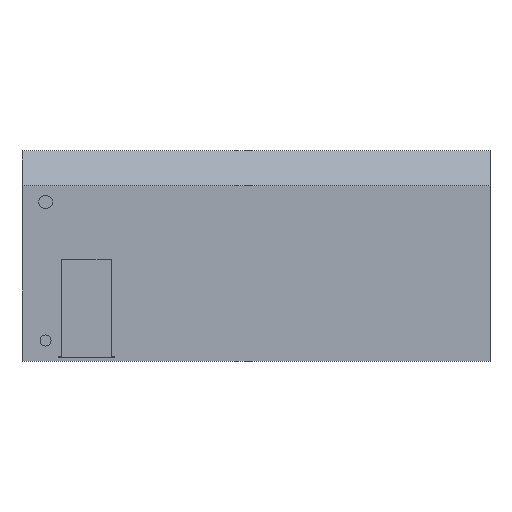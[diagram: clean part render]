
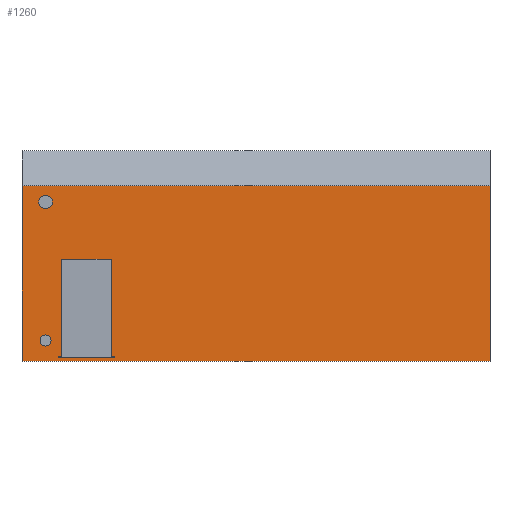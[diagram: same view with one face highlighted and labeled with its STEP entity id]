
A CAD part, front view. The second image highlights one B-rep face of the part: STEP entity #1260.
In plain terms, the highlighted planar face has unit normal (0, -1, 0).
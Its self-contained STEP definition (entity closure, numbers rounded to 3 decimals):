
#19=CIRCLE('',#1350,25.);
#20=CIRCLE('',#1351,25.);
#23=CIRCLE('',#1356,20.);
#24=CIRCLE('',#1357,20.);
#36=FACE_BOUND('',#156,.T.);
#37=FACE_BOUND('',#157,.T.);
#78=FACE_OUTER_BOUND('',#155,.T.);
#155=EDGE_LOOP('',(#993,#994,#995,#996));
#156=EDGE_LOOP('',(#997,#998));
#157=EDGE_LOOP('',(#999,#1000));
#281=LINE('',#1931,#445);
#285=LINE('',#1939,#449);
#288=LINE('',#1945,#452);
#289=LINE('',#1946,#453);
#445=VECTOR('',#1580,10.);
#449=VECTOR('',#1586,10.);
#452=VECTOR('',#1591,10.);
#453=VECTOR('',#1592,10.);
#569=VERTEX_POINT('',#1879);
#570=VERTEX_POINT('',#1881);
#573=VERTEX_POINT('',#1890);
#574=VERTEX_POINT('',#1892);
#589=VERTEX_POINT('',#1928);
#590=VERTEX_POINT('',#1930);
#593=VERTEX_POINT('',#1938);
#595=VERTEX_POINT('',#1944);
#710=EDGE_CURVE('',#570,#569,#19,.T.);
#711=EDGE_CURVE('',#569,#570,#20,.T.);
#715=EDGE_CURVE('',#574,#573,#23,.T.);
#716=EDGE_CURVE('',#573,#574,#24,.T.);
#733=EDGE_CURVE('',#589,#590,#281,.T.);
#737=EDGE_CURVE('',#593,#589,#285,.T.);
#740=EDGE_CURVE('',#595,#590,#288,.T.);
#741=EDGE_CURVE('',#593,#595,#289,.T.);
#993=ORIENTED_EDGE('',*,*,#740,.T.);
#994=ORIENTED_EDGE('',*,*,#733,.F.);
#995=ORIENTED_EDGE('',*,*,#737,.F.);
#996=ORIENTED_EDGE('',*,*,#741,.T.);
#997=ORIENTED_EDGE('',*,*,#710,.T.);
#998=ORIENTED_EDGE('',*,*,#711,.T.);
#999=ORIENTED_EDGE('',*,*,#715,.T.);
#1000=ORIENTED_EDGE('',*,*,#716,.T.);
#1188=PLANE('',#1363);
#1260=ADVANCED_FACE('',(#78,#36,#37),#1188,.T.);
#1350=AXIS2_PLACEMENT_3D('',#1882,#1539,#1540);
#1351=AXIS2_PLACEMENT_3D('',#1883,#1541,#1542);
#1356=AXIS2_PLACEMENT_3D('',#1893,#1552,#1553);
#1357=AXIS2_PLACEMENT_3D('',#1894,#1554,#1555);
#1363=AXIS2_PLACEMENT_3D('',#1943,#1589,#1590);
#1539=DIRECTION('center_axis',(0.,1.,0.));
#1540=DIRECTION('ref_axis',(1.,0.,0.));
#1541=DIRECTION('center_axis',(0.,1.,0.));
#1542=DIRECTION('ref_axis',(1.,0.,0.));
#1552=DIRECTION('center_axis',(0.,1.,0.));
#1553=DIRECTION('ref_axis',(1.,0.,0.));
#1554=DIRECTION('center_axis',(0.,1.,0.));
#1555=DIRECTION('ref_axis',(1.,0.,0.));
#1580=DIRECTION('',(0.,0.,-1.));
#1586=DIRECTION('',(1.,0.,0.));
#1589=DIRECTION('center_axis',(0.,-1.,0.));
#1590=DIRECTION('ref_axis',(0.,0.,-1.));
#1591=DIRECTION('',(1.,0.,0.));
#1592=DIRECTION('',(0.,0.,-1.));
#1879=CARTESIAN_POINT('',(60.,0.,195.));
#1881=CARTESIAN_POINT('',(110.,0.,195.));
#1882=CARTESIAN_POINT('Origin',(85.,0.,195.));
#1883=CARTESIAN_POINT('Origin',(85.,0.,195.));
#1890=CARTESIAN_POINT('',(65.,0.,-305.));
#1892=CARTESIAN_POINT('',(105.,0.,-305.));
#1893=CARTESIAN_POINT('Origin',(85.,0.,-305.));
#1894=CARTESIAN_POINT('Origin',(85.,0.,-305.));
#1928=CARTESIAN_POINT('',(1690.,0.,254.));
#1930=CARTESIAN_POINT('',(1690.,0.,-380.));
#1931=CARTESIAN_POINT('',(1690.,0.,254.));
#1938=CARTESIAN_POINT('',(0.,0.,254.));
#1939=CARTESIAN_POINT('',(0.,0.,254.));
#1943=CARTESIAN_POINT('Origin',(0.,0.,254.));
#1944=CARTESIAN_POINT('',(0.,0.,-380.));
#1945=CARTESIAN_POINT('',(0.,0.,-380.));
#1946=CARTESIAN_POINT('',(0.,0.,254.));
